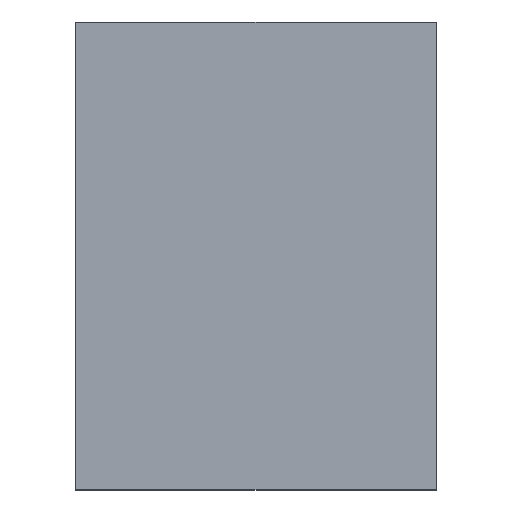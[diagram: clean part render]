
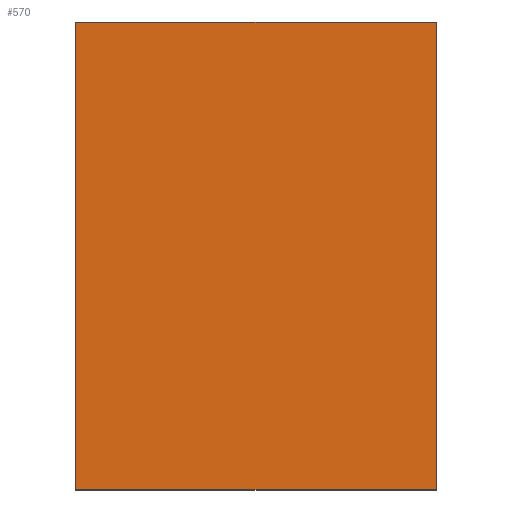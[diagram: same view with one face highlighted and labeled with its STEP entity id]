
A CAD part, top view. The second image highlights one B-rep face of the part: STEP entity #570.
In plain terms, the highlighted planar face has unit normal (0, 0, 1).
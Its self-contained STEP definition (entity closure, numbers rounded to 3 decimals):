
#562=AXIS2_PLACEMENT_3D('Plane Axis2P3D',#559,#560,#561) ;
#472=CARTESIAN_POINT('Vertex',(7.7,10.,3.135)) ;
#479=CARTESIAN_POINT('Vertex',(0.,10.,3.135)) ;
#482=CARTESIAN_POINT('Line Origine',(3.85,10.,3.135)) ;
#503=CARTESIAN_POINT('Vertex',(7.7,0.,3.135)) ;
#506=CARTESIAN_POINT('Line Origine',(7.7,5.,3.135)) ;
#527=CARTESIAN_POINT('Vertex',(0.,0.,3.135)) ;
#530=CARTESIAN_POINT('Line Origine',(3.85,0.,3.135)) ;
#547=CARTESIAN_POINT('Line Origine',(0.,5.,3.135)) ;
#559=CARTESIAN_POINT('Axis2P3D Location',(5.35,5.,3.135)) ;
#483=DIRECTION('Vector Direction',(1.,0.,0.)) ;
#507=DIRECTION('Vector Direction',(0.,1.,0.)) ;
#531=DIRECTION('Vector Direction',(-1.,0.,0.)) ;
#548=DIRECTION('Vector Direction',(0.,-1.,0.)) ;
#560=DIRECTION('Axis2P3D Direction',(0.,0.,1.)) ;
#561=DIRECTION('Axis2P3D XDirection',(1.,0.,0.)) ;
#484=VECTOR('Line Direction',#483,1.) ;
#508=VECTOR('Line Direction',#507,1.) ;
#532=VECTOR('Line Direction',#531,1.) ;
#549=VECTOR('Line Direction',#548,1.) ;
#565=ORIENTED_EDGE('',*,*,#551,.T.) ;
#566=ORIENTED_EDGE('',*,*,#534,.T.) ;
#567=ORIENTED_EDGE('',*,*,#510,.T.) ;
#568=ORIENTED_EDGE('',*,*,#486,.T.) ;
#570=ADVANCED_FACE('S3D - gedreht',(#569),#563,.T.) ;
#486=EDGE_CURVE('',#473,#480,#485,.F.) ;
#510=EDGE_CURVE('',#504,#473,#509,.T.) ;
#534=EDGE_CURVE('',#528,#504,#533,.F.) ;
#551=EDGE_CURVE('',#480,#528,#550,.T.) ;
#564=EDGE_LOOP('',(#565,#566,#567,#568)) ;
#569=FACE_OUTER_BOUND('',#564,.T.) ;
#485=LINE('Line',#482,#484) ;
#509=LINE('Line',#506,#508) ;
#533=LINE('Line',#530,#532) ;
#550=LINE('Line',#547,#549) ;
#563=PLANE('',#562) ;
#473=VERTEX_POINT('',#472) ;
#480=VERTEX_POINT('',#479) ;
#504=VERTEX_POINT('',#503) ;
#528=VERTEX_POINT('',#527) ;
